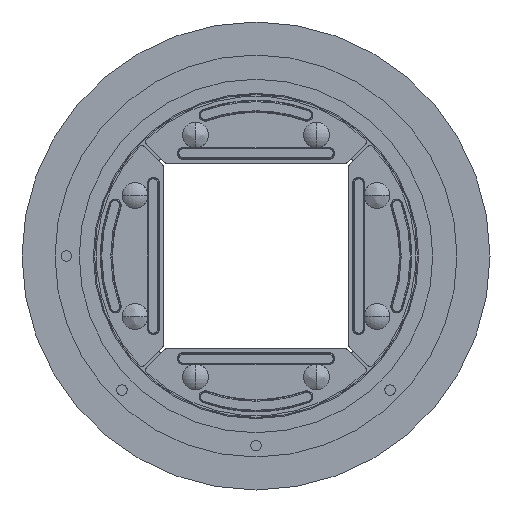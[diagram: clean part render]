
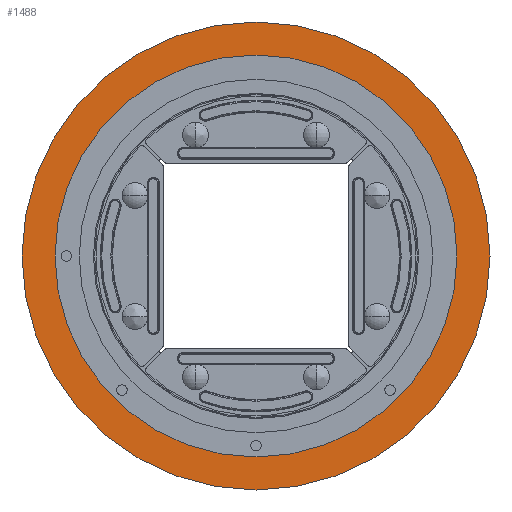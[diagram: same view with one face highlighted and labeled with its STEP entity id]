
A CAD part, left-side view. The second image highlights one B-rep face of the part: STEP entity #1488.
In plain terms, the highlighted face is planar.
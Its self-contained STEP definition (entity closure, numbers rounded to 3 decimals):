
#416=CARTESIAN_POINT('',(4.0,0.,124.55));
#417=VERTEX_POINT('',#416);
#426=CARTESIAN_POINT('',(4.0,0.,-124.55));
#427=VERTEX_POINT('',#426);
#428=CARTESIAN_POINT('',(4.0,0.0,0.0));
#429=DIRECTION('',(-1.0,0.0,0.0));
#430=DIRECTION('',(0.0,0.0,1.0));
#431=AXIS2_PLACEMENT_3D('',#428,#429,#430);
#432=CIRCLE('',#431,124.55);
#433=EDGE_CURVE('',#427,#417,#432,.T.);
#670=CARTESIAN_POINT('',(4.0,-145.0,0.));
#671=VERTEX_POINT('',#670);
#687=CARTESIAN_POINT('',(4.0,145.0,0.));
#688=VERTEX_POINT('',#687);
#695=CARTESIAN_POINT('',(4.0,0.0,0.0));
#696=DIRECTION('',(-1.0,0.0,0.0));
#697=DIRECTION('',(0.0,-1.0,0.0));
#698=AXIS2_PLACEMENT_3D('',#695,#696,#697);
#699=CIRCLE('',#698,145.0);
#700=EDGE_CURVE('',#688,#671,#699,.T.);
#1463=CARTESIAN_POINT('',(4.0,0.0,0.0));
#1464=DIRECTION('',(-1.0,0.0,0.0));
#1465=DIRECTION('',(0.0,0.0,1.0));
#1466=AXIS2_PLACEMENT_3D('',#1463,#1464,#1465);
#1467=PLANE('',#1466);
#1468=ORIENTED_EDGE('',*,*,#700,.F.);
#1469=CARTESIAN_POINT('',(4.0,0.0,0.0));
#1470=DIRECTION('',(-1.0,0.0,0.0));
#1471=DIRECTION('',(0.0,-1.0,0.0));
#1472=AXIS2_PLACEMENT_3D('',#1469,#1470,#1471);
#1473=CIRCLE('',#1472,145.0);
#1474=EDGE_CURVE('',#671,#688,#1473,.T.);
#1475=ORIENTED_EDGE('',*,*,#1474,.F.);
#1476=EDGE_LOOP('',(#1468,#1475));
#1477=FACE_OUTER_BOUND('',#1476,.T.);
#1478=ORIENTED_EDGE('',*,*,#433,.T.);
#1479=CARTESIAN_POINT('',(4.0,0.0,0.0));
#1480=DIRECTION('',(-1.0,0.0,0.0));
#1481=DIRECTION('',(0.0,0.0,1.0));
#1482=AXIS2_PLACEMENT_3D('',#1479,#1480,#1481);
#1483=CIRCLE('',#1482,124.55);
#1484=EDGE_CURVE('',#417,#427,#1483,.T.);
#1485=ORIENTED_EDGE('',*,*,#1484,.T.);
#1486=EDGE_LOOP('',(#1478,#1485));
#1487=FACE_BOUND('',#1486,.T.);
#1488=ADVANCED_FACE('',(#1477,#1487),#1467,.F.);
